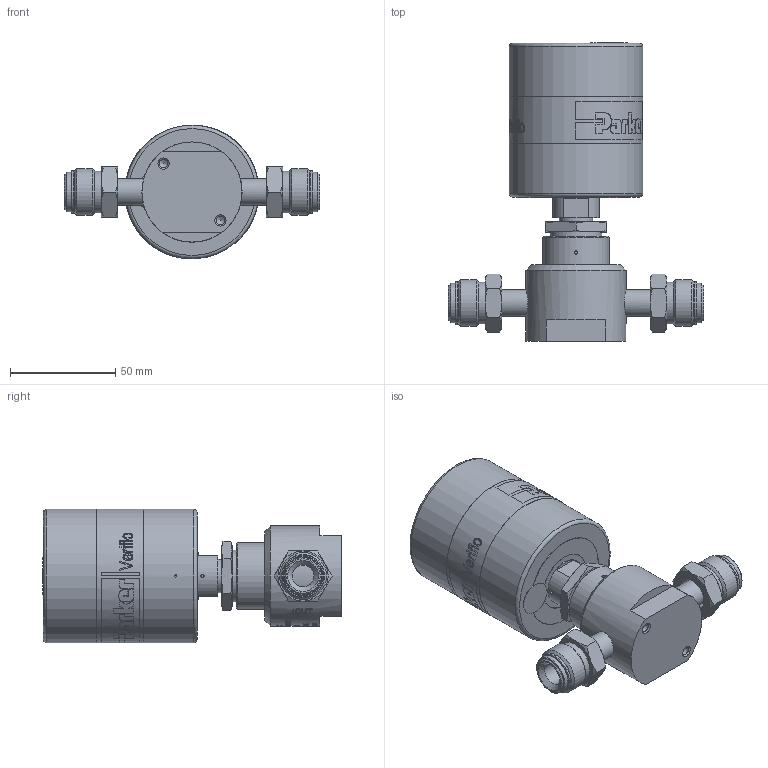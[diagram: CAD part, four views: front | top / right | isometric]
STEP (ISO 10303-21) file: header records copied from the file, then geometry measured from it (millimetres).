
FILE_DESCRIPTION(/* description */ (''),/* implementation_level */ '2;1');
FILE_NAME(/* name */ '17RAOPNCSFS8MM.stp',/* time_stamp */ '2017-09-14T17:53:39+05:00',/* author */ ('PV00476129'),/* organization */ (''),/* preprocessor_version */ 'ST-DEVELOPER v16.1',/* originating_system */ 'Autodesk Inventor 2016',/* authorisation */ '');
FILE_SCHEMA (('AUTOMOTIVE_DESIGN { 1 0 10303 214 3 1 1 }'));
Length unit declared in the file: inch
Products named in the file (1): 17RAOPNCSFS8MM
Bounding box: 121.11 x 141.74 x 63.51 mm (x, y, z)
Volume: 325747.8 mm3; surface area: 59002.2 mm2
Topology: 5 solids, 11 shells, 2006 faces, 5251 edges, 3483 vertices
Faces by surface type: plane 1147, bspline 637, cylinder 147, cone 64, torus 11
Full cylindrical faces by diameter (mm): 1.041 x1, 1.575 x1, 1.6 x1, 3.962 x2, 10.312 x2, 12.192 x1, 12.751 x2, 14.961 x2, 15.138 x2, 15.494 x2, 15.748 x2, 17.78 x1, 18.771 x2, 19.761 x2, 20.295 x2, 22.225 x3, 24.638 x1, 31.75 x1, 47.498 x1, 51.308 x1, 63.246 x1
Entity records: 94823 total; most frequent: CARTESIAN_POINT 47811, ORIENTED_EDGE 10324, DIRECTION 7195, EDGE_CURVE 5160, VERTEX_POINT 3461, LINE 2965, VECTOR 2965, EDGE_LOOP 2297
